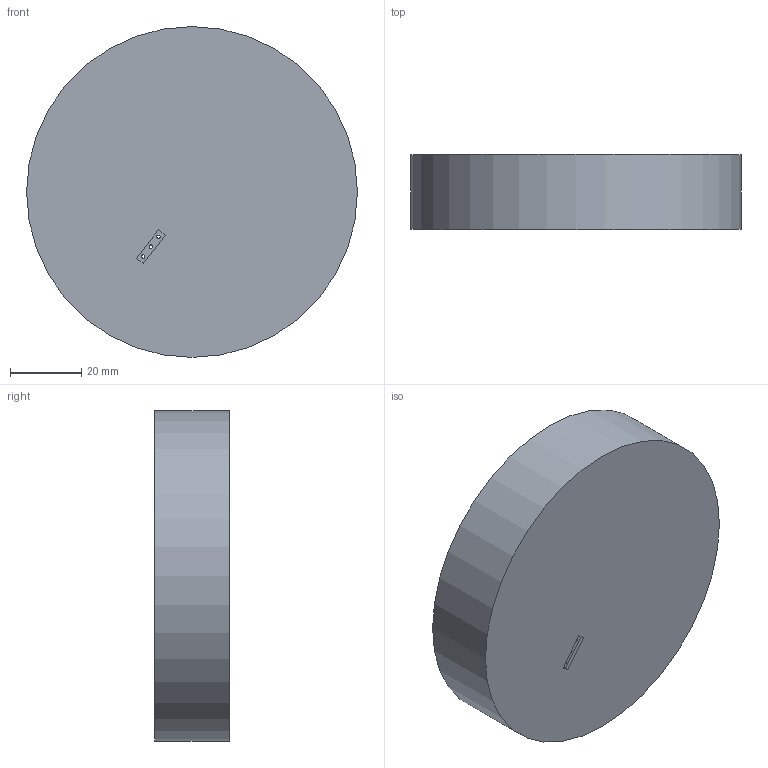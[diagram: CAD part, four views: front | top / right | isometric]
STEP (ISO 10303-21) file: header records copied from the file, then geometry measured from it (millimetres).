
FILE_DESCRIPTION(/* description */ (''),/* implementation_level */ '2;1');
FILE_NAME(/* name */ 'BOTTOM COVER.step',/* time_stamp */ '2024-02-07T23:30:33+05:30',/* author */ (''),/* organization */ (''),/* preprocessor_version */ 'ST-DEVELOPER v20',/* originating_system */ 'Autodesk Translation Framework v12.14.0.127',/* authorisation */ '');
FILE_SCHEMA (('AUTOMOTIVE_DESIGN { 1 0 10303 214 3 1 1 }'));
Length unit declared in the file: centimetre
Products named in the file (1): BOTTOM COVER
Bounding box: 93 x 21 x 93 mm (x, y, z)
Volume: 40397.3 mm3; surface area: 26148.4 mm2
Topology: 1 solids, 1 shells, 50 faces, 96 edges, 64 vertices
Faces by surface type: plane 28, cylinder 22
Full cylindrical faces by diameter (mm): 1 x3, 5 x1, 11 x1, 30 x1, 33 x1, 37 x1, 40 x1, 44 x1, 47 x1, 78 x1, 81.5 x1, 84 x1, 87 x1, 93 x1
Entity records: 1336 total; most frequent: DIRECTION 242, CARTESIAN_POINT 211, ORIENTED_EDGE 192, EDGE_CURVE 96, AXIS2_PLACEMENT_3D 95, EDGE_LOOP 72, VERTEX_POINT 64, LINE 52
